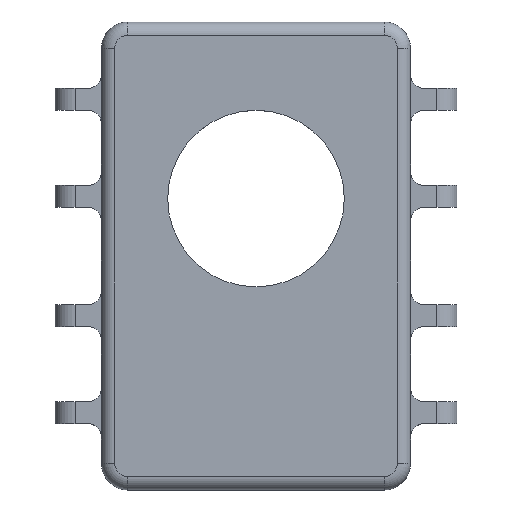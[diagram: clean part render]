
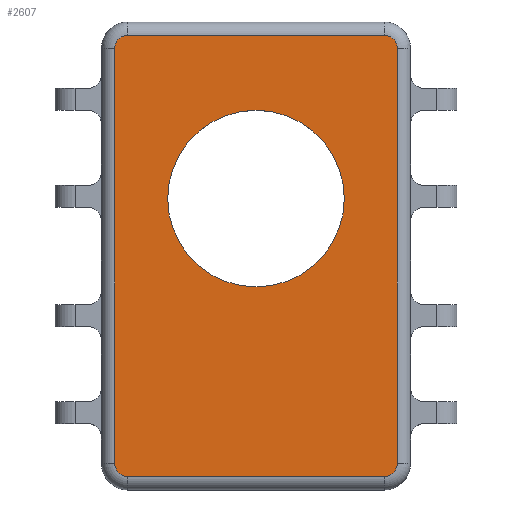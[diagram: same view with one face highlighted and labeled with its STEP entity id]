
A CAD part, top view. The second image highlights one B-rep face of the part: STEP entity #2607.
In plain terms, the highlighted planar face has unit normal (0, 0, 1).
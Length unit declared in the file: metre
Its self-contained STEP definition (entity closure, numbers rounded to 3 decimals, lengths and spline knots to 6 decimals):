
#98=LINE('',#4054,#365);
#99=LINE('',#4059,#366);
#100=LINE('',#4063,#367);
#101=LINE('',#4067,#368);
#365=VECTOR('',#3201,1.);
#366=VECTOR('',#3204,1.);
#367=VECTOR('',#3207,1.);
#368=VECTOR('',#3210,1.);
#559=PLANE('',#2803);
#774=ORIENTED_EDGE('',*,*,#1516,.T.);
#775=ORIENTED_EDGE('',*,*,#1517,.T.);
#776=ORIENTED_EDGE('',*,*,#1518,.T.);
#777=ORIENTED_EDGE('',*,*,#1519,.T.);
#778=ORIENTED_EDGE('',*,*,#1520,.T.);
#779=ORIENTED_EDGE('',*,*,#1521,.T.);
#780=ORIENTED_EDGE('',*,*,#1522,.T.);
#781=ORIENTED_EDGE('',*,*,#1523,.T.);
#782=ORIENTED_EDGE('',*,*,#1524,.T.);
#1516=EDGE_CURVE('',#1886,#1887,#98,.T.);
#1517=EDGE_CURVE('',#1887,#1888,#2065,.T.);
#1518=EDGE_CURVE('',#1888,#1889,#99,.T.);
#1519=EDGE_CURVE('',#1889,#1890,#2066,.T.);
#1520=EDGE_CURVE('',#1890,#1891,#100,.F.);
#1521=EDGE_CURVE('',#1891,#1892,#2067,.T.);
#1522=EDGE_CURVE('',#1892,#1893,#101,.F.);
#1523=EDGE_CURVE('',#1893,#1886,#2068,.T.);
#1524=EDGE_CURVE('',#1894,#1894,#2069,.F.);
#1886=VERTEX_POINT('',#4055);
#1887=VERTEX_POINT('',#4056);
#1888=VERTEX_POINT('',#4058);
#1889=VERTEX_POINT('',#4060);
#1890=VERTEX_POINT('',#4062);
#1891=VERTEX_POINT('',#4064);
#1892=VERTEX_POINT('',#4066);
#1893=VERTEX_POINT('',#4068);
#1894=VERTEX_POINT('',#4071);
#2065=CIRCLE('',#2804,0.003);
#2066=CIRCLE('',#2805,0.003);
#2067=CIRCLE('',#2806,0.003);
#2068=CIRCLE('',#2807,0.003);
#2069=CIRCLE('',#2808,0.02);
#2171=EDGE_LOOP('',(#774,#775,#776,#777,#778,#779,#780,#781));
#2172=EDGE_LOOP('',(#782));
#2366=FACE_BOUND('',#2171,.T.);
#2367=FACE_BOUND('',#2172,.T.);
#2607=ADVANCED_FACE('',(#2366,#2367),#559,.T.);
#2803=AXIS2_PLACEMENT_3D('',#4053,#3199,#3200);
#2804=AXIS2_PLACEMENT_3D('',#4057,#3202,#3203);
#2805=AXIS2_PLACEMENT_3D('',#4061,#3205,#3206);
#2806=AXIS2_PLACEMENT_3D('',#4065,#3208,#3209);
#2807=AXIS2_PLACEMENT_3D('',#4069,#3211,#3212);
#2808=AXIS2_PLACEMENT_3D('',#4070,#3213,#3214);
#3199=DIRECTION('',(0.,0.,1.));
#3200=DIRECTION('',(1.,0.,0.));
#3201=DIRECTION('',(0.,-1.,0.));
#3202=DIRECTION('',(0.,0.,1.));
#3203=DIRECTION('',(1.,0.,0.));
#3204=DIRECTION('',(1.,0.,0.));
#3205=DIRECTION('',(0.,0.,1.));
#3206=DIRECTION('',(1.,0.,0.));
#3207=DIRECTION('',(0.,-1.,0.));
#3208=DIRECTION('',(0.,0.,1.));
#3209=DIRECTION('',(1.,0.,0.));
#3210=DIRECTION('',(1.,0.,0.));
#3211=DIRECTION('',(0.,0.,1.));
#3212=DIRECTION('',(1.,0.,0.));
#3213=DIRECTION('',(0.,0.,1.));
#3214=DIRECTION('',(1.,0.,0.));
#4053=CARTESIAN_POINT('',(0.,0.,0.049));
#4054=CARTESIAN_POINT('',(-0.032,-0.047,0.049));
#4055=CARTESIAN_POINT('',(-0.032,0.047,0.049));
#4056=CARTESIAN_POINT('',(-0.032,-0.047,0.049));
#4057=CARTESIAN_POINT('',(-0.029,-0.047,0.049));
#4058=CARTESIAN_POINT('',(-0.029,-0.05,0.049));
#4059=CARTESIAN_POINT('',(0.029,-0.05,0.049));
#4060=CARTESIAN_POINT('',(0.029,-0.05,0.049));
#4061=CARTESIAN_POINT('',(0.029,-0.047,0.049));
#4062=CARTESIAN_POINT('',(0.032,-0.047,0.049));
#4063=CARTESIAN_POINT('',(0.032,0.,0.049));
#4064=CARTESIAN_POINT('',(0.032,0.047,0.049));
#4065=CARTESIAN_POINT('',(0.029,0.047,0.049));
#4066=CARTESIAN_POINT('',(0.029,0.05,0.049));
#4067=CARTESIAN_POINT('',(0.,0.05,0.049));
#4068=CARTESIAN_POINT('',(-0.029,0.05,0.049));
#4069=CARTESIAN_POINT('',(-0.029,0.047,0.049));
#4070=CARTESIAN_POINT('',(0.,0.013,0.049));
#4071=CARTESIAN_POINT('',(0.02,0.013,0.049));
